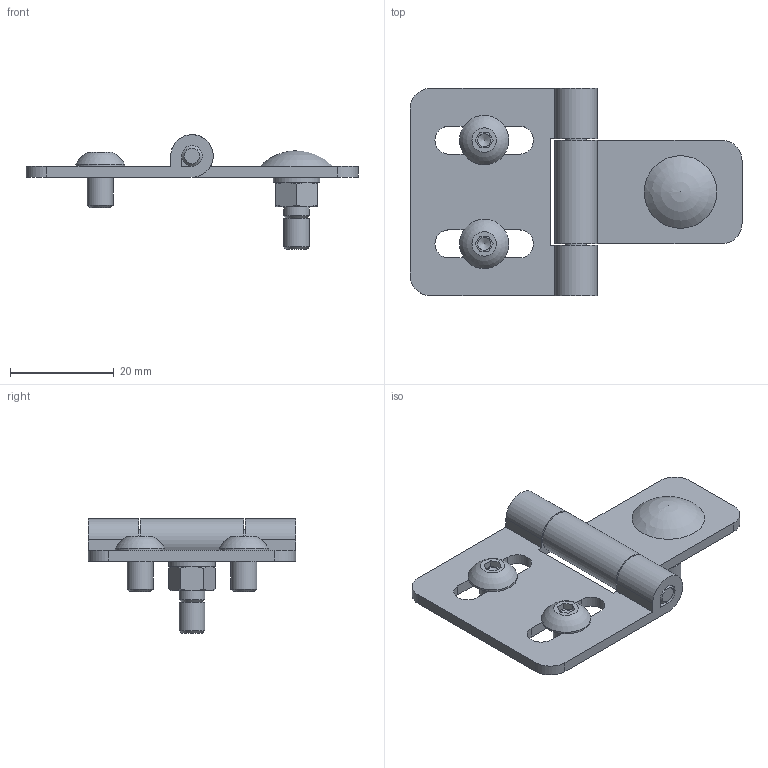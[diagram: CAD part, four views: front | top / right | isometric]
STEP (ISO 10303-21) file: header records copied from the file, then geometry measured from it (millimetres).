
FILE_DESCRIPTION(/* description */ ('STEP AP214'),/* implementation_level */ '2;1');
FILE_NAME(/* name */ '095990S (0)',/* time_stamp */ '2022-08-16T16:10:56+02:00',/* author */ ('License CC BY-ND 4.0'),/* organization */ ('CADENAS'),/* preprocessor_version */ 'ST-DEVELOPER v18.102',/* originating_system */ 'PARTsolutions',/* authorisation */ ' ');
FILE_SCHEMA (('AUTOMOTIVE_DESIGN {1 0 10303 214 3 1 1}'));
Length unit declared in the file: millimetre
Products named in the file (6): 095990S (0); 095990S (0)_3; 095990S (0)_4; 095990S (0)_5; 095990S (0)_2; 095990S (0)_1
Assembly tree (6 placements, depth 2):
  095990S (0)
    095990S (0)_3
    095990S (0)_4  x2
    095990S (0)_5
    095990S (0)_2
    095990S (0)_1
Bounding box: 64 x 40 x 22.1 mm (x, y, z)
Volume: 6483.7 mm3; surface area: 7120.2 mm2
Topology: 6 solids, 6 shells, 112 faces, 258 edges, 166 vertices
Faces by surface type: plane 65, cylinder 22, cone 20, sphere 3, torus 2
Full cylindrical faces by diameter (mm): 4 x2, 5 x4, 9 x1, 9.5 x2
Entity records: 2811 total; most frequent: CARTESIAN_POINT 518, DIRECTION 446, ORIENTED_EDGE 406, EDGE_CURVE 203, AXIS2_PLACEMENT_3D 164, VERTEX_POINT 140, FACE_BOUND 131, EDGE_LOOP 130
